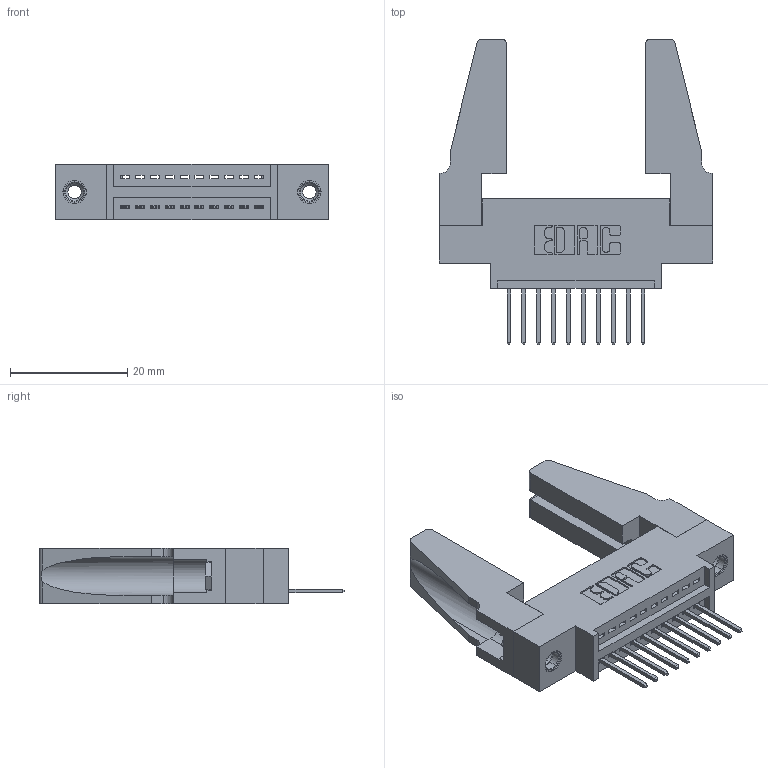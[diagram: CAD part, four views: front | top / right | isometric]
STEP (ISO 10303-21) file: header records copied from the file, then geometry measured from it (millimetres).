
FILE_DESCRIPTION (( 'STEP AP203' ), '1' );
FILE_NAME ('345-010-523-688.STEP', '2019-10-03T21:46:05', ( '' ), ( '' ), 'SwSTEP 2.0', 'SolidWorks 2016', '' );
FILE_SCHEMA (( 'CONFIG_CONTROL_DESIGN' ));
Length unit declared in the file: inch
Products named in the file (5): 345-292-001_345-293-123; 345-250-001_345-250-001-102; 345-010-523-688; 345-220-078_345-220-088; 345 Part_0.170 Offset - 0.156 Dia-TH
Assembly tree (15 placements, depth 2):
  345-010-523-688
    345 Part_0.170 Offset - 0.156 Dia-TH
    345-292-001_345-293-123  x10
    345-250-001_345-250-001-102  x2
    345-220-078_345-220-088  x2
Bounding box: 46.63 x 51.99 x 9.4 mm (x, y, z)
Volume: 7302.5 mm3; surface area: 8213.9 mm2
Topology: 15 solids, 15 shells, 834 faces, 2427 edges, 1594 vertices
Faces by surface type: plane 556, cylinder 262, cone 12, torus 4
Entity records: 14132 total; most frequent: CARTESIAN_POINT 2440, ORIENTED_EDGE 2344, DIRECTION 2184, EDGE_CURVE 1172, VECTOR 958, LINE 958, VERTEX_POINT 774, AXIS2_PLACEMENT_3D 613
